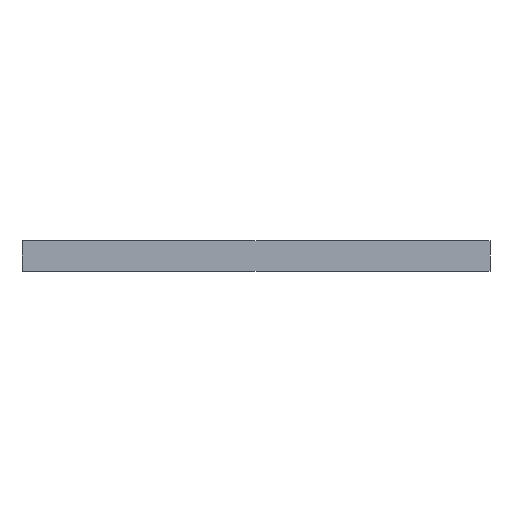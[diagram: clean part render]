
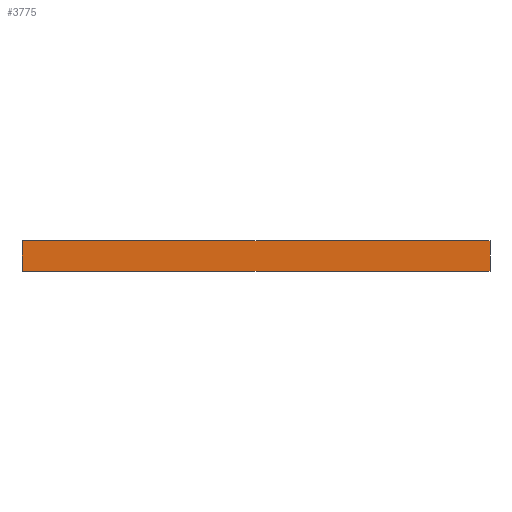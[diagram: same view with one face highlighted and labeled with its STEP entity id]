
A CAD part, front view. The second image highlights one B-rep face of the part: STEP entity #3775.
In plain terms, the highlighted free-form (B-spline) face has degree [1, 1] with [2, 2] control points.
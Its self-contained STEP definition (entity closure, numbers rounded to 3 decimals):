
#3775 = ADVANCED_FACE('',(#3776),#3810,.T.);
#3776 = FACE_BOUND('',#3777,.T.);
#3777 = EDGE_LOOP('',(#3778,#3788,#3796,#3804));
#3778 = ORIENTED_EDGE('',*,*,#3779,.F.);
#3779 = EDGE_CURVE('',#3780,#3782,#3784,.T.);
#3780 = VERTEX_POINT('',#3781);
#3781 = CARTESIAN_POINT('',(-12.192,0.,1.588));
#3782 = VERTEX_POINT('',#3783);
#3783 = CARTESIAN_POINT('',(-12.192,0.,0.));
#3784 = LINE('',#3785,#3786);
#3785 = CARTESIAN_POINT('',(-12.192,0.,1.588));
#3786 = VECTOR('',#3787,1.);
#3787 = DIRECTION('',(0.,0.,-1.));
#3788 = ORIENTED_EDGE('',*,*,#3789,.F.);
#3789 = EDGE_CURVE('',#3790,#3780,#3792,.T.);
#3790 = VERTEX_POINT('',#3791);
#3791 = CARTESIAN_POINT('',(12.192,0.,1.588));
#3792 = LINE('',#3793,#3794);
#3793 = CARTESIAN_POINT('',(12.192,0.,1.588));
#3794 = VECTOR('',#3795,1.);
#3795 = DIRECTION('',(-1.,0.,0.));
#3796 = ORIENTED_EDGE('',*,*,#3797,.T.);
#3797 = EDGE_CURVE('',#3790,#3798,#3800,.T.);
#3798 = VERTEX_POINT('',#3799);
#3799 = CARTESIAN_POINT('',(12.192,0.,0.));
#3800 = LINE('',#3801,#3802);
#3801 = CARTESIAN_POINT('',(12.192,0.,1.588));
#3802 = VECTOR('',#3803,1.);
#3803 = DIRECTION('',(0.,0.,-1.));
#3804 = ORIENTED_EDGE('',*,*,#3805,.T.);
#3805 = EDGE_CURVE('',#3798,#3782,#3806,.T.);
#3806 = LINE('',#3807,#3808);
#3807 = CARTESIAN_POINT('',(12.192,0.,0.));
#3808 = VECTOR('',#3809,1.);
#3809 = DIRECTION('',(-1.,0.,0.));
#3810 = B_SPLINE_SURFACE_WITH_KNOTS('',1,1,(
    (#3811,#3812)
    ,(#3813,#3814
    )),.UNSPECIFIED.,.F.,.F.,.F.,(2,2),(2,2),(0.,1.),(0.,1.),
  .PIECEWISE_BEZIER_KNOTS.);
#3811 = CARTESIAN_POINT('',(12.192,0.,0.));
#3812 = CARTESIAN_POINT('',(12.192,0.,1.588));
#3813 = CARTESIAN_POINT('',(-12.192,0.,0.));
#3814 = CARTESIAN_POINT('',(-12.192,0.,1.588));
